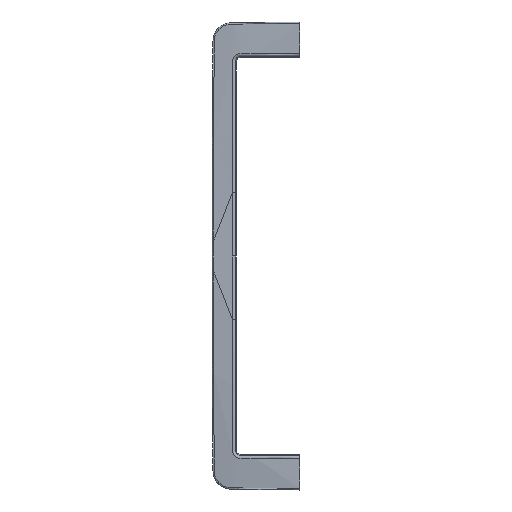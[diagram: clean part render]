
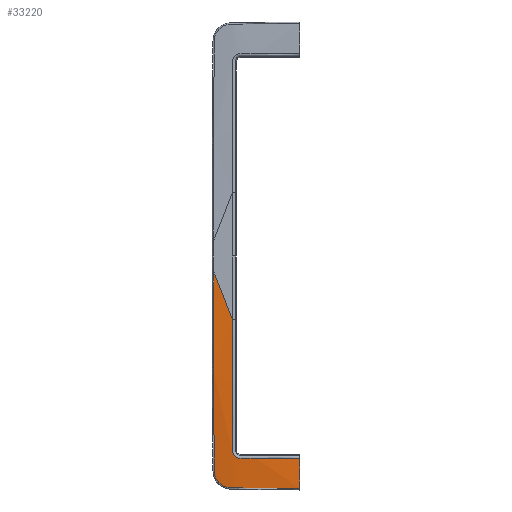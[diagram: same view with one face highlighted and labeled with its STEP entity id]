
A CAD part, left-side view. The second image highlights one B-rep face of the part: STEP entity #33220.
In plain terms, the highlighted cylindrical face has radius 160.542 mm (diameter 321.085 mm), a partial arc.
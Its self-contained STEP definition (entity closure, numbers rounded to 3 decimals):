
#31760=CARTESIAN_POINT('',(-5.,24.805,8.677));
#31770=VERTEX_POINT('',#31760);
#31960=CARTESIAN_POINT('',(155.541,19.914,
-3.647));
#31970=DIRECTION('',(0.,-0.367,-0.93));
#31980=DIRECTION('',(0.,-0.93,0.367));
#31990=AXIS2_PLACEMENT_3D('',#31960,#31970,#31980);
#32000=CYLINDRICAL_SURFACE('',#31990,160.542);
#32010=CARTESIAN_POINT('',(155.541,0.,
-54.167));
#32020=DIRECTION('',(0.,1.,0.));
#32030=DIRECTION('',(0.,0.,-1.));
#32040=AXIS2_PLACEMENT_3D('',#32010,#32020,#32030);
#32050=ELLIPSE('',#32040,437.783,160.542);
#32060=CARTESIAN_POINT('',(-5.001,0.,
-53.71));
#32070=VERTEX_POINT('',#32060);
#32080=CARTESIAN_POINT('',(-4.944,0.,
-42.53));
#32090=VERTEX_POINT('',#32080);
#32100=EDGE_CURVE('',#32070,#32090,#32050,.T.);
#32110=ORIENTED_EDGE('',*,*,#32100,.T.);
#32120=CARTESIAN_POINT('',(-5.,-0.5,
-53.715));
#32130=CARTESIAN_POINT('',(-5.013,3.015,
-53.682));
#32140=CARTESIAN_POINT('',(-4.926,6.529,
-53.645));
#32150=CARTESIAN_POINT('',(-4.63,12.148,
-53.584));
#32160=CARTESIAN_POINT('',(-4.483,14.254,
-53.561));
#32170=CARTESIAN_POINT('',(-4.118,18.459,
-53.512));
#32180=CARTESIAN_POINT('',(-3.899,20.559,
-53.486));
#32190=CARTESIAN_POINT('',(-3.586,23.148,
-53.449));
#32200=CARTESIAN_POINT('',(-3.525,23.642,
-53.442));
#32210=CARTESIAN_POINT('',(-3.429,24.381,
-53.431));
#32220=CARTESIAN_POINT('',(-3.397,24.628,
-53.428));
#32230=CARTESIAN_POINT('',(-3.348,24.997,
-53.422));
#32240=CARTESIAN_POINT('',(-3.331,25.122,
-53.42));
#32250=CARTESIAN_POINT('',(-3.298,25.368,
-53.417));
#32260=CARTESIAN_POINT('',(-3.281,25.491,
-53.415));
#32270=CARTESIAN_POINT('',(-3.194,26.126,
-53.39));
#32280=CARTESIAN_POINT('',(-3.128,26.626,
-53.312));
#32290=CARTESIAN_POINT('',(-3.001,27.604,
-53.028));
#32300=CARTESIAN_POINT('',(-2.943,28.074,
-52.826));
#32310=CARTESIAN_POINT('',(-2.788,29.398,
-52.049));
#32320=CARTESIAN_POINT('',(-2.715,30.14,
-51.316));
#32330=CARTESIAN_POINT('',(-2.67,30.941,
-50.001));
#32340=CARTESIAN_POINT('',(-2.666,31.154,
-49.535));
#32350=CARTESIAN_POINT('',(-2.675,31.384,
-48.806));
#32360=CARTESIAN_POINT('',(-2.68,31.446,
-48.559));
#32370=CARTESIAN_POINT('',(-2.697,31.538,
-48.058));
#32380=CARTESIAN_POINT('',(-2.708,31.566,
-47.807));
#32390=CARTESIAN_POINT('',(-2.743,31.606,
-47.145));
#32400=CARTESIAN_POINT('',(-2.77,31.602,
-46.731));
#32410=CARTESIAN_POINT('',(-2.82,31.603,
-45.909));
#32420=CARTESIAN_POINT('',(-2.845,31.604,
-45.496));
#32430=CARTESIAN_POINT('',(-2.919,31.607,
-44.263));
#32440=CARTESIAN_POINT('',(-2.967,31.61,
-43.441));
#32450=CARTESIAN_POINT('',(-3.109,31.624,
-40.975));
#32460=CARTESIAN_POINT('',(-3.199,31.638,
-39.331));
#32470=CARTESIAN_POINT('',(-3.459,31.684,
-34.399));
#32480=CARTESIAN_POINT('',(-3.619,31.721,
-31.11));
#32490=CARTESIAN_POINT('',(-3.995,31.778,
-22.731));
#32500=CARTESIAN_POINT('',(-4.195,31.783,
-17.639));
#32510=CARTESIAN_POINT('',(-4.528,31.797,
-7.454));
#32520=CARTESIAN_POINT('',(-4.662,31.805,
-2.361));
#32530=CARTESIAN_POINT('',(-4.865,31.815,
7.828));
#32540=CARTESIAN_POINT('',(-4.934,31.816,
12.923));
#32550=CARTESIAN_POINT('',(-4.989,31.82,
20.565));
#32560=CARTESIAN_POINT('',(-4.999,31.823,
23.113));
#32570=CARTESIAN_POINT('',(-5.001,31.823,
25.908));
#32580=CARTESIAN_POINT('',(-5.001,31.823,
26.154));
#32590=CARTESIAN_POINT('',(-5.001,31.823,
26.428));
#32600=CARTESIAN_POINT('',(-5.001,31.822,
26.454));
#32610=CARTESIAN_POINT('',(-5.001,31.822,
26.48));
#32620=B_SPLINE_CURVE_WITH_KNOTS('',3,(#32120,#32130,#32140,#32150,
#32160,#32170,#32180,#32190,#32200,#32210,#32220,#32230,#32240,#32250,
#32260,#32270,#32280,#32290,#32300,#32310,#32320,#32330,#32340,#32350,
#32360,#32370,#32380,#32390,#32400,#32410,#32420,#32430,#32440,#32450,
#32460,#32470,#32480,#32490,#32500,#32510,#32520,#32530,#32540,#32550,
#32560,#32570,#32580,#32590,#32600,#32610),.UNSPECIFIED.,.F.,.F.,(4,2,2,
2,2,2,2,2,2,2,2,2,2,2,2,2,2,2,2,2,2,2,2,2,4),(2.117,
12.647,18.969,25.29,26.779,
27.523,27.895,28.273,29.863,
31.453,34.652,36.235,37.027,
37.818,39.065,40.299,42.766,
47.699,57.568,72.839,88.109,
103.379,111.015,111.755,111.833),
.UNSPECIFIED.);
#32630=CARTESIAN_POINT('',(-5.,31.822,26.48));
#32640=VERTEX_POINT('',#32630);
#32650=EDGE_CURVE('',#32070,#32640,#32620,.T.);
#32660=ORIENTED_EDGE('',*,*,#32650,.F.);
#32670=CARTESIAN_POINT('',(-5.,33.796,31.489));
#32680=DIRECTION('',(0.,-0.367,-0.93));
#32690=VECTOR('',#32680,1000.);
#32700=LINE('',#32670,#32690);
#32710=EDGE_CURVE('',#32640,#31770,#32700,.T.);
#32720=ORIENTED_EDGE('',*,*,#32710,.F.);
#32730=CARTESIAN_POINT('',(-4.917,-1.,
-42.528));
#32740=CARTESIAN_POINT('',(-4.969,0.723,
-42.533));
#32750=CARTESIAN_POINT('',(-4.997,2.447,
-42.533));
#32760=CARTESIAN_POINT('',(-5.005,5.957,
-42.526));
#32770=CARTESIAN_POINT('',(-4.983,7.742,
-42.522));
#32780=CARTESIAN_POINT('',(-4.888,11.311,
-42.519));
#32790=CARTESIAN_POINT('',(-4.815,13.095,
-42.52));
#32800=CARTESIAN_POINT('',(-4.666,15.769,
-42.527));
#32810=CARTESIAN_POINT('',(-4.61,16.66,
-42.531));
#32820=CARTESIAN_POINT('',(-4.485,18.441,
-42.541));
#32830=CARTESIAN_POINT('',(-4.416,19.329,
-42.546));
#32840=CARTESIAN_POINT('',(-4.295,20.755,
-42.562));
#32850=CARTESIAN_POINT('',(-4.249,21.26,
-42.569));
#32860=CARTESIAN_POINT('',(-4.176,22.042,
-42.566));
#32870=CARTESIAN_POINT('',(-4.154,22.276,
-42.566));
#32880=CARTESIAN_POINT('',(-4.113,22.727,
-42.493));
#32890=CARTESIAN_POINT('',(-4.093,22.96,
-42.427));
#32900=CARTESIAN_POINT('',(-4.039,23.606,
-42.146));
#32910=CARTESIAN_POINT('',(-4.012,23.986,
-41.845));
#32920=CARTESIAN_POINT('',(-3.984,24.539,
-41.117));
#32930=CARTESIAN_POINT('',(-3.981,24.722,
-40.71));
#32940=CARTESIAN_POINT('',(-3.994,24.842,
-40.095));
#32950=CARTESIAN_POINT('',(-4.001,24.859,
-39.893));
#32960=CARTESIAN_POINT('',(-4.012,24.861,
-39.614));
#32970=CARTESIAN_POINT('',(-4.016,24.858,
-39.521));
#32980=CARTESIAN_POINT('',(-4.024,24.854,
-39.33));
#32990=CARTESIAN_POINT('',(-4.028,24.852,
-39.236));
#33000=CARTESIAN_POINT('',(-4.049,24.842,
-38.757));
#33010=CARTESIAN_POINT('',(-4.065,24.835,
-38.374));
#33020=CARTESIAN_POINT('',(-4.201,24.788,
-35.041));
#33030=CARTESIAN_POINT('',(-4.303,24.816,
-32.087));
#33040=CARTESIAN_POINT('',(-4.476,24.852,
-26.592));
#33050=CARTESIAN_POINT('',(-4.549,24.858,
-24.05));
#33060=CARTESIAN_POINT('',(-4.678,24.855,
-18.968));
#33070=CARTESIAN_POINT('',(-4.736,24.848,
-16.428));
#33080=CARTESIAN_POINT('',(-4.833,24.838,
-11.346));
#33090=CARTESIAN_POINT('',(-4.874,24.83,
-8.805));
#33100=CARTESIAN_POINT('',(-4.938,24.822,
-3.723));
#33110=CARTESIAN_POINT('',(-4.962,24.82,
-1.181));
#33120=CARTESIAN_POINT('',(-4.993,24.814,
3.757));
#33130=CARTESIAN_POINT('',(-5.001,24.81,
6.154));
#33140=CARTESIAN_POINT('',(-5.001,24.805,
8.593));
#33150=CARTESIAN_POINT('',(-5.001,24.805,
8.635));
#33160=CARTESIAN_POINT('',(-5.001,24.805,
8.677));
#33170=B_SPLINE_CURVE_WITH_KNOTS('',3,(#32730,#32740,#32750,#32760,
#32770,#32780,#32790,#32800,#32810,#32820,#32830,#32840,#32850,#32860,
#32870,#32880,#32890,#32900,#32910,#32920,#32930,#32940,#32950,#32960,
#32970,#32980,#32990,#33000,#33010,#33020,#33030,#33040,#33050,#33060,
#33070,#33080,#33090,#33100,#33110,#33120,#33130,#33140,#33150,#33160),
.UNSPECIFIED.,.F.,.F.,(4,2,2,2,2,2,2,2,2,2,2,2,2,2,2,2,2,2,2,2,2,4),(
1.946,7.105,12.45,17.797,
20.471,23.146,24.749,25.353,
25.894,27.028,28.077,28.543,
28.809,29.091,30.218,38.884,
46.323,53.766,61.209,68.653,
75.672,75.796),.UNSPECIFIED.);
#33180=EDGE_CURVE('',#32090,#31770,#33170,.T.);
#33190=ORIENTED_EDGE('',*,*,#33180,.T.);
#33200=EDGE_LOOP('',(#33190,#32720,#32660,#32110));
#33210=FACE_OUTER_BOUND('',#33200,.T.);
#33220=ADVANCED_FACE('',(#33210),#32000,.T.);
